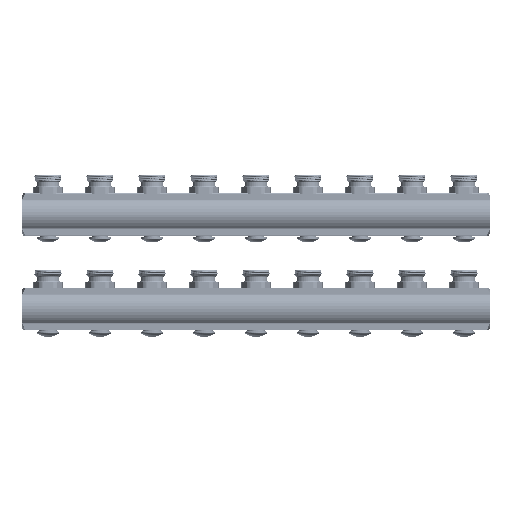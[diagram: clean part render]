
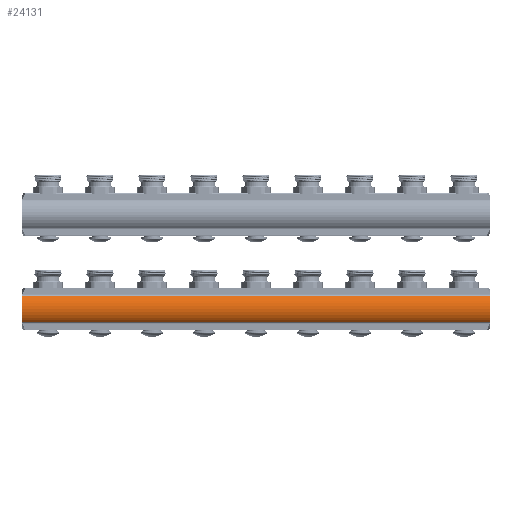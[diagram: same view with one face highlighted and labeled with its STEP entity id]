
A CAD part, front view. The second image highlights one B-rep face of the part: STEP entity #24131.
In plain terms, the highlighted cylindrical face has radius 18.25 mm (diameter 36.5 mm), a partial arc.
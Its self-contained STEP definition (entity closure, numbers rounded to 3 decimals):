
#11=CARTESIAN_POINT('',(-225.,0.,0.));
#12=DIRECTION('',(1.,0.,0.));
#13=DIRECTION('',(0.,-0.716,0.698));
#14=AXIS2_PLACEMENT_3D('',#11,#12,#13);
#16=CARTESIAN_POINT('',(-225.,0.,0.));
#17=DIRECTION('',(1.,0.,0.));
#18=DIRECTION('',(0.,-1.,0.));
#19=AXIS2_PLACEMENT_3D('',#16,#17,#18);
#151=DIRECTION('',(-1.,0.,0.));
#152=VECTOR('',#151,450.);
#153=CARTESIAN_POINT('',(225.,-13.068,12.739));
#154=LINE('',#153,#152);
#194=CARTESIAN_POINT('',(225.,0.,0.));
#195=DIRECTION('',(-1.,0.,0.));
#196=DIRECTION('',(0.,-0.716,-0.698));
#197=AXIS2_PLACEMENT_3D('',#194,#195,#196);
#199=CARTESIAN_POINT('',(225.,0.,0.));
#200=DIRECTION('',(-1.,0.,0.));
#201=DIRECTION('',(0.,-1.,0.));
#202=AXIS2_PLACEMENT_3D('',#199,#200,#201);
#9892=DIRECTION('',(-1.,0.,0.));
#9893=VECTOR('',#9892,450.);
#9894=CARTESIAN_POINT('',(225.,-13.068,-12.739));
#9895=LINE('',#9894,#9893);
#9900=CARTESIAN_POINT('',(-225.,-13.068,12.739));
#9901=VERTEX_POINT('',#9900);
#9902=CARTESIAN_POINT('',(-225.,-18.25,0.));
#9903=VERTEX_POINT('',#9902);
#9904=CARTESIAN_POINT('',(-225.,-13.068,-12.739));
#9905=VERTEX_POINT('',#9904);
#9940=CARTESIAN_POINT('',(225.,-13.068,12.739));
#9941=VERTEX_POINT('',#9940);
#9950=CARTESIAN_POINT('',(225.,-13.068,-12.739));
#9951=VERTEX_POINT('',#9950);
#9952=CARTESIAN_POINT('',(225.,-18.25,0.));
#9953=VERTEX_POINT('',#9952);
#24118=CARTESIAN_POINT('',(-225.,0.,0.));
#24119=DIRECTION('',(1.,0.,0.));
#24120=DIRECTION('',(0.,-1.,0.));
#24121=AXIS2_PLACEMENT_3D('',#24118,#24119,#24120);
#24122=CYLINDRICAL_SURFACE('',#24121,18.25);
#24123=ORIENTED_EDGE('',*,*,#11428,.T.);
#24124=ORIENTED_EDGE('',*,*,#11186,.F.);
#24125=ORIENTED_EDGE('',*,*,#11184,.F.);
#24126=ORIENTED_EDGE('',*,*,#11285,.F.);
#24127=ORIENTED_EDGE('',*,*,#11313,.F.);
#24128=ORIENTED_EDGE('',*,*,#11311,.F.);
#24129=EDGE_LOOP('',(#24123,#24124,#24125,#24126,#24127,#24128));
#24130=FACE_OUTER_BOUND('',#24129,.F.);
#24131=ADVANCED_FACE('',(#24130),#24122,.T.);
#15=CIRCLE('',#14,18.25);
#20=CIRCLE('',#19,18.25);
#198=CIRCLE('',#197,18.25);
#203=CIRCLE('',#202,18.25);
#11184=EDGE_CURVE('',#9901,#9903,#15,.T.);
#11186=EDGE_CURVE('',#9903,#9905,#20,.T.);
#11285=EDGE_CURVE('',#9941,#9901,#154,.T.);
#11311=EDGE_CURVE('',#9951,#9953,#198,.T.);
#11313=EDGE_CURVE('',#9953,#9941,#203,.T.);
#11428=EDGE_CURVE('',#9951,#9905,#9895,.T.);
